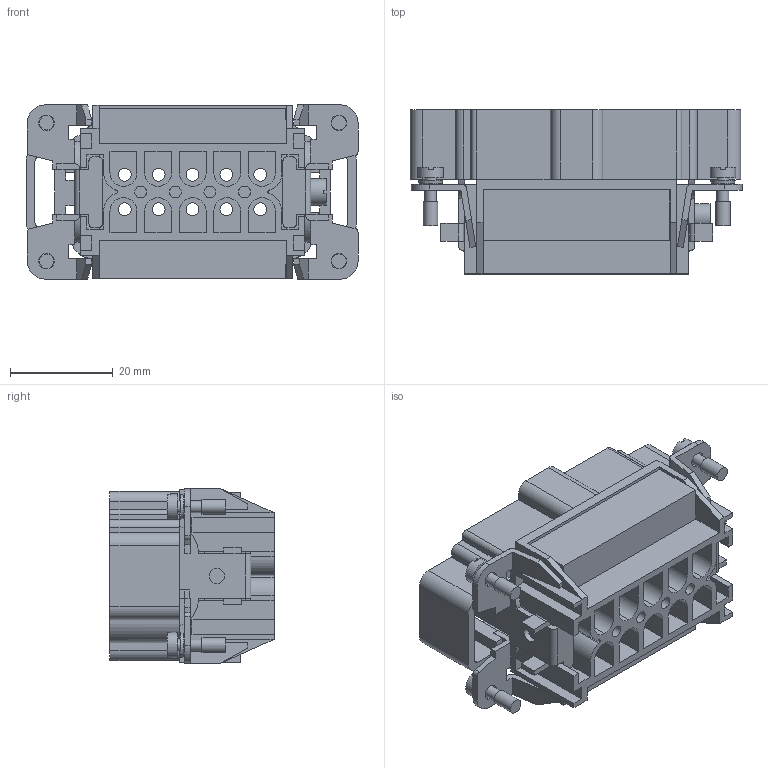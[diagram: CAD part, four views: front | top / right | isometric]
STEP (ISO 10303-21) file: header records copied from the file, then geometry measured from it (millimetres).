
FILE_DESCRIPTION (( 'STEP AP214' ), '1' );
FILE_NAME ('ZP-10B-10-MC-INSERT.STEP', '2011-11-18T20:42:09', ( '.ADC' ), ( 'ADC' ), 'SwSTEP 2.0', 'SolidWorks 2011', '' );
FILE_SCHEMA (( 'AUTOMOTIVE_DESIGN' ));
Length unit declared in the file: millimetre
Products named in the file (1): ZP-10B-10-MC-INSERT
Bounding box: 64.76 x 32 x 34 mm (x, y, z)
Volume: 24895.5 mm3; surface area: 20291.8 mm2
Topology: 6 solids, 6 shells, 595 faces, 1645 edges, 1089 vertices
Faces by surface type: plane 450, cylinder 141, cone 4
Full cylindrical faces by diameter (mm): 2.3 x4, 2.304 x8, 2.5 x10, 2.85 x4, 3 x2, 3.007 x4, 5 x4, 5.166 x1, 5.5 x10
Entity records: 23523 total; most frequent: CARTESIAN_POINT 3235, ORIENTED_EDGE 3144, DIRECTION 3091, EDGE_CURVE 1572, VECTOR 1245, LINE 1245, VERTEX_POINT 1067, AXIS2_PLACEMENT_3D 923
